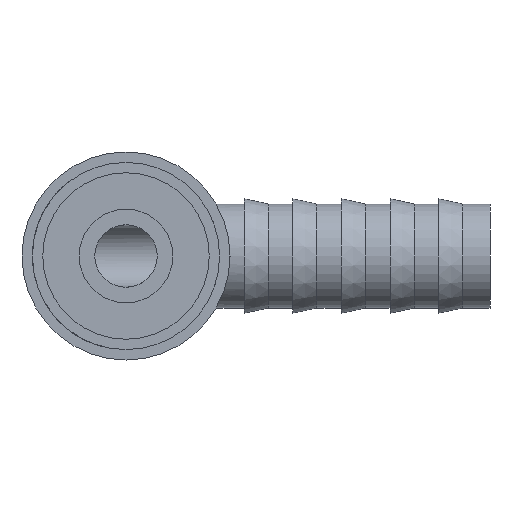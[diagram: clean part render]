
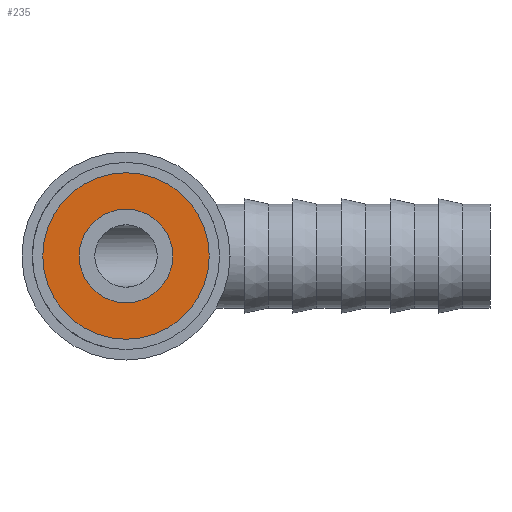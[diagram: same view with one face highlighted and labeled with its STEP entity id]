
A CAD part, left-side view. The second image highlights one B-rep face of the part: STEP entity #235.
In plain terms, the highlighted planar face has unit normal (-1, 0, 0).
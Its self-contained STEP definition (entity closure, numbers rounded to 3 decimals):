
#41 = AXIS2_PLACEMENT_3D ( 'NONE', #6309, #8458, #1623 ) ;
#92 = AXIS2_PLACEMENT_3D ( 'NONE', #6097, #4159, #609 ) ;
#97 = CARTESIAN_POINT ( 'NONE',  ( 0., 0., -8. ) ) ;
#172 = DIRECTION ( 'NONE',  ( 1., 0., 0. ) ) ;
#235 = ADVANCED_FACE ( 'NONE', ( #7929, #3289 ), #8683, .F. ) ;
#250 = ORIENTED_EDGE ( 'NONE', *, *, #8215, .T. ) ;
#348 = ORIENTED_EDGE ( 'NONE', *, *, #2247, .T. ) ;
#467 = CARTESIAN_POINT ( 'NONE',  ( 0., 0., 4.5 ) ) ;
#549 = CARTESIAN_POINT ( 'NONE',  ( 0., 0., 0. ) ) ;
#593 = DIRECTION ( 'NONE',  ( 1., 0., 0. ) ) ;
#609 = DIRECTION ( 'NONE',  ( 0., 0., 1. ) ) ;
#679 = CIRCLE ( 'NONE', #4841, 4.5 ) ;
#1522 = VERTEX_POINT ( 'NONE', #2494 ) ;
#1623 = DIRECTION ( 'NONE',  ( 0., 0., 1. ) ) ;
#1654 = ORIENTED_EDGE ( 'NONE', *, *, #3098, .T. ) ;
#2247 = EDGE_CURVE ( 'NONE', #4477, #8247, #8003, .T. ) ;
#2431 = DIRECTION ( 'NONE',  ( 1., 0., 0. ) ) ;
#2481 = AXIS2_PLACEMENT_3D ( 'NONE', #3593, #172, #7027 ) ;
#2494 = CARTESIAN_POINT ( 'NONE',  ( 0., 0., -4.5 ) ) ;
#2736 = ORIENTED_EDGE ( 'NONE', *, *, #7409, .T. ) ;
#3098 = EDGE_CURVE ( 'NONE', #1522, #3939, #679, .T. ) ;
#3283 = CARTESIAN_POINT ( 'NONE',  ( 0., 0., 8. ) ) ;
#3289 = FACE_OUTER_BOUND ( 'NONE', #7087, .T. ) ;
#3344 = CIRCLE ( 'NONE', #41, 8. ) ;
#3593 = CARTESIAN_POINT ( 'NONE',  ( 0., 0., 0. ) ) ;
#3939 = VERTEX_POINT ( 'NONE', #467 ) ;
#4159 = DIRECTION ( 'NONE',  ( -1., 0., 0. ) ) ;
#4477 = VERTEX_POINT ( 'NONE', #3283 ) ;
#4841 = AXIS2_PLACEMENT_3D ( 'NONE', #7617, #593, #6759 ) ;
#5265 = DIRECTION ( 'NONE',  ( 0., 0., -1. ) ) ;
#6097 = CARTESIAN_POINT ( 'NONE',  ( 0., 0., 0. ) ) ;
#6309 = CARTESIAN_POINT ( 'NONE',  ( 0., 0., 0. ) ) ;
#6759 = DIRECTION ( 'NONE',  ( 0., 0., -1. ) ) ;
#7027 = DIRECTION ( 'NONE',  ( 0., 0., -1. ) ) ;
#7087 = EDGE_LOOP ( 'NONE', ( #348, #250 ) ) ;
#7409 = EDGE_CURVE ( 'NONE', #3939, #1522, #8509, .T. ) ;
#7577 = AXIS2_PLACEMENT_3D ( 'NONE', #549, #2431, #5265 ) ;
#7617 = CARTESIAN_POINT ( 'NONE',  ( 0., 0., 0. ) ) ;
#7929 = FACE_BOUND ( 'NONE', #8767, .T. ) ;
#8003 = CIRCLE ( 'NONE', #92, 8. ) ;
#8215 = EDGE_CURVE ( 'NONE', #8247, #4477, #3344, .T. ) ;
#8247 = VERTEX_POINT ( 'NONE', #97 ) ;
#8458 = DIRECTION ( 'NONE',  ( -1., 0., 0. ) ) ;
#8509 = CIRCLE ( 'NONE', #2481, 4.5 ) ;
#8683 = PLANE ( 'NONE',  #7577 ) ;
#8767 = EDGE_LOOP ( 'NONE', ( #2736, #1654 ) ) ;
